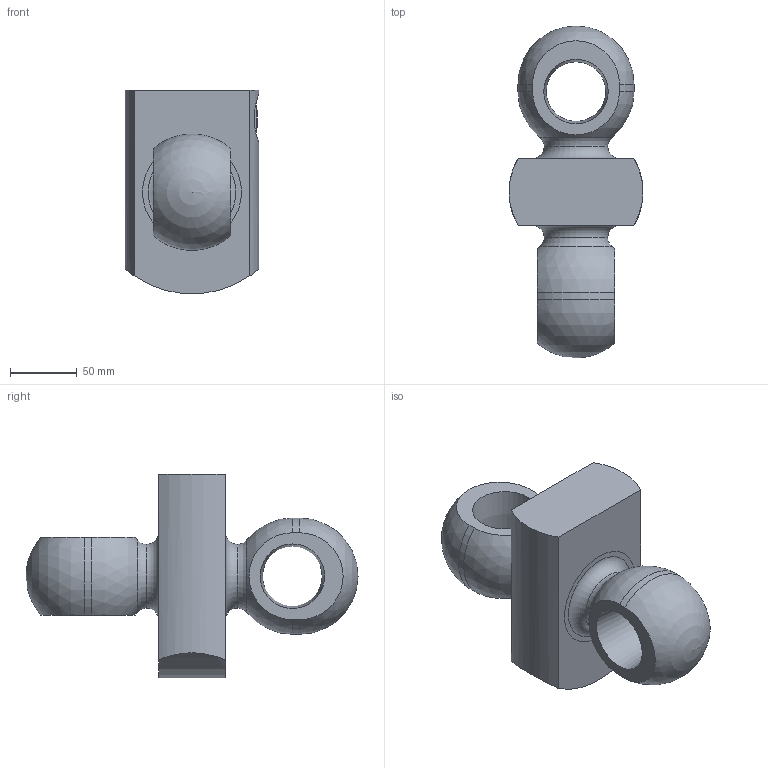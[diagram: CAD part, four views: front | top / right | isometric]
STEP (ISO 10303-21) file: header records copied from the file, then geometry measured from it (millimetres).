
FILE_DESCRIPTION(/* description */ (''),/* implementation_level */ '2;1');
FILE_NAME(/* name */ '110RH-WL-30t v4.step',/* time_stamp */ '2020-02-04T09:26:10-08:00',/* author */ (''),/* organization */ (''),/* preprocessor_version */ 'ST-DEVELOPER v18',/* originating_system */ 'Autodesk Translation Framework v8.12.0.6',/* authorisation */ '');
FILE_SCHEMA (('AUTOMOTIVE_DESIGN { 1 0 10303 214 3 1 1 }'));
Length unit declared in the file: millimetre
Products named in the file (4): 110RH-WL-30t; Case; Battery Cap; Pin Head 2 v1
Assembly tree (4 placements, depth 2):
  110RH-WL-30t
    Case
    Battery Cap
    Pin Head 2 v1  x2
Bounding box: 100 x 248 x 151.72 mm (x, y, z)
Volume: 1415475.2 mm3; surface area: 135280.8 mm2
Topology: 4 solids, 4 shells, 56 faces, 139 edges, 94 vertices
Faces by surface type: cylinder 19, plane 17, torus 11, sphere 5, bspline 4
Full cylindrical faces by diameter (mm): 37 x2, 47.6 x2, 74 x2
Entity records: 1637 total; most frequent: CARTESIAN_POINT 486, DIRECTION 246, ORIENTED_EDGE 204, AXIS2_PLACEMENT_3D 111, EDGE_CURVE 102, VERTEX_POINT 69, CIRCLE 64, EDGE_LOOP 49
